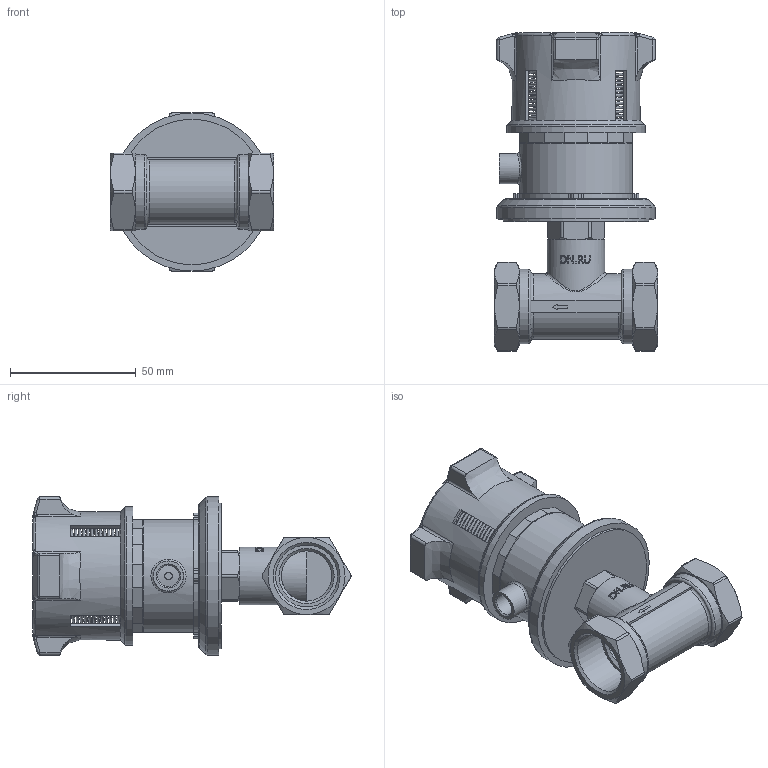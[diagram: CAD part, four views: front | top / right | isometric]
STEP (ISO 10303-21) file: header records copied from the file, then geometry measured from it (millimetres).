
FILE_DESCRIPTION(/* description */ (''),/* implementation_level */ '2;1');
FILE_NAME(/* name */ 'DN20_3D_STEP.stp',/* time_stamp */ '2024-12-02T04:56:08+03:00',/* author */ ('igorr'),/* organization */ (''),/* preprocessor_version */ 'ST-DEVELOPER v20',/* originating_system */ 'Autodesk Inventor 2025',/* authorisation */ '');
FILE_SCHEMA (('AUTOMOTIVE_DESIGN { 1 0 10303 214 3 1 1 }'));
Length unit declared in the file: millimetre
Products named in the file (3): Сборка; Деталь; Деталь_1
Assembly tree (2 placements, depth 2):
  Сборка
    Деталь
    Деталь_1
Bounding box: 65 x 126.74 x 63 mm (x, y, z)
Volume: 152635.3 mm3; surface area: 54967.7 mm2
Topology: 2 solids, 3 shells, 458 faces, 1196 edges, 757 vertices
Faces by surface type: plane 175, cylinder 126, bspline 96, sphere 24, torus 20, cone 17
Full cylindrical faces by diameter (mm): 3 x1, 8.566 x1, 12 x1, 15.381 x3, 20 x2, 23 x1, 24.66 x2, 26.932 x1, 29.66 x2, 45 x1, 48 x1, 51 x1, 55 x1, 58 x1, 63 x1
Entity records: 30605 total; most frequent: CARTESIAN_POINT 19383, ORIENTED_EDGE 2392, DIRECTION 2000, EDGE_CURVE 1196, AXIS2_PLACEMENT_3D 762, VERTEX_POINT 757, EDGE_LOOP 491, LINE 476
